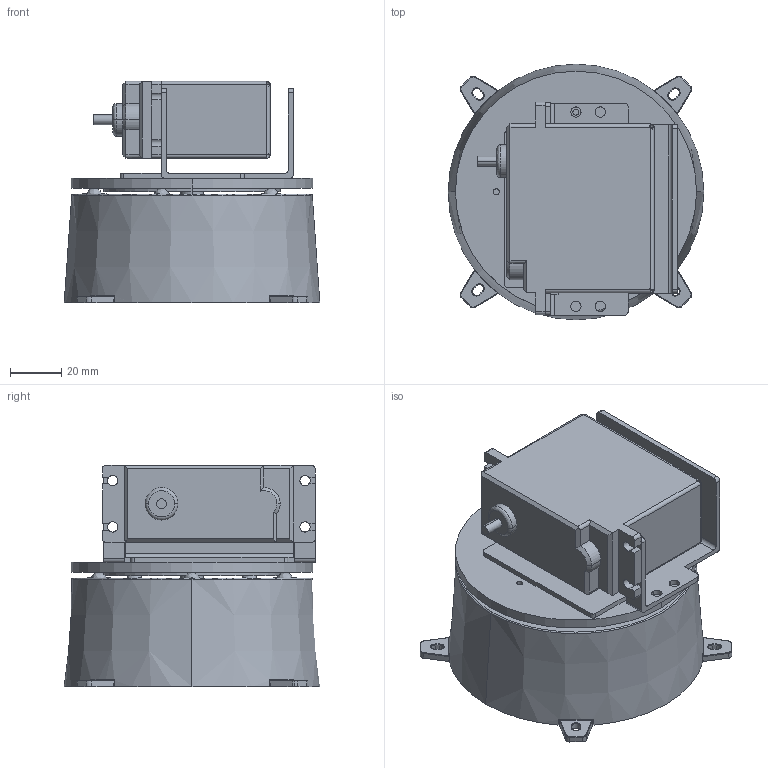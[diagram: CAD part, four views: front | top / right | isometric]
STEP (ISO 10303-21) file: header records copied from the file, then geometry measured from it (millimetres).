
FILE_DESCRIPTION (( 'STEP AP203' ), '1' );
FILE_NAME ('X001_AL5D_Base_Subassy_Default_sldprt.STEP', '2018-02-27T18:55:14', ( '' ), ( '' ), 'SwSTEP 2.0', 'SolidWorks 2016', '' );
FILE_SCHEMA (( 'CONFIG_CONTROL_DESIGN' ));
Length unit declared in the file: millimetre
Products named in the file (1): X001_AL5D_Base_Subassy_Default_sldprt
Bounding box: 99.57 x 99.57 x 86.25 mm (x, y, z)
Volume: 209251.8 mm3; surface area: 89361.9 mm2
Topology: 9 solids, 9 shells, 709 faces, 2515 edges, 1772 vertices
Faces by surface type: cylinder 318, plane 193, bspline 176, sphere 15, cone 6, torus 1
Entity records: 31496 total; most frequent: CARTESIAN_POINT 12799, ORIENTED_EDGE 4838, DIRECTION 2940, EDGE_CURVE 2419, VERTEX_POINT 1756, AXIS2_PLACEMENT_3D 1128, EDGE_LOOP 801, B_SPLINE_CURVE_WITH_KNOTS 714
